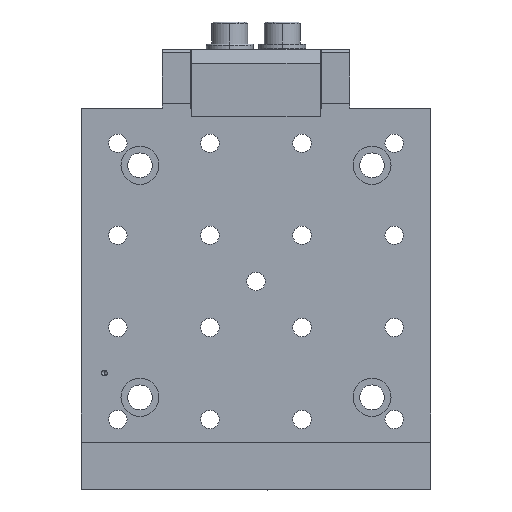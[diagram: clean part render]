
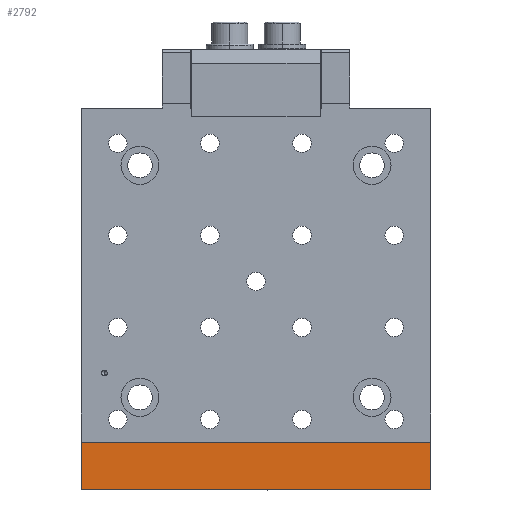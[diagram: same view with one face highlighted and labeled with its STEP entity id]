
A CAD part, front view. The second image highlights one B-rep face of the part: STEP entity #2792.
In plain terms, the highlighted planar face has unit normal (0, -1, 0).
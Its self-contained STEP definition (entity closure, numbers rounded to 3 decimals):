
#222 = ORIENTED_EDGE ( 'NONE', *, *, #21182, .F. ) ;
#327 = DIRECTION ( 'NONE',  ( -1., 0., 0. ) ) ;
#529 = DIRECTION ( 'NONE',  ( 0., 0., 1. ) ) ;
#576 = CARTESIAN_POINT ( 'NONE',  ( -47.498, -24.3, -56.637 ) ) ;
#982 = AXIS2_PLACEMENT_3D ( 'NONE', #11890, #11737, #23733 ) ;
#1110 = DIRECTION ( 'NONE',  ( 0., 0., -1. ) ) ;
#1274 = ORIENTED_EDGE ( 'NONE', *, *, #22531, .F. ) ;
#1571 = CARTESIAN_POINT ( 'NONE',  ( -47.498, -24.3, -43.683 ) ) ;
#1773 = LINE ( 'NONE', #576, #11906 ) ;
#2792 = ADVANCED_FACE ( 'NONE', ( #12392 ), #14462, .T. ) ;
#2922 = EDGE_CURVE ( 'NONE', #3937, #14270, #1773, .T. ) ;
#3937 = VERTEX_POINT ( 'NONE', #15991 ) ;
#5676 = CARTESIAN_POINT ( 'NONE',  ( 47.498, -24.3, -43.683 ) ) ;
#7989 = CARTESIAN_POINT ( 'NONE',  ( -47.498, -24.3, -56.637 ) ) ;
#8538 = LINE ( 'NONE', #24130, #13466 ) ;
#8786 = CARTESIAN_POINT ( 'NONE',  ( 47.498, -24.3, -56.637 ) ) ;
#9170 = DIRECTION ( 'NONE',  ( 1., 0., 0. ) ) ;
#10475 = CARTESIAN_POINT ( 'NONE',  ( 47.498, -24.3, -56.637 ) ) ;
#10726 = VERTEX_POINT ( 'NONE', #10475 ) ;
#11737 = DIRECTION ( 'NONE',  ( 0., -1., 0. ) ) ;
#11890 = CARTESIAN_POINT ( 'NONE',  ( 47.498, -24.3, 46.995 ) ) ;
#11906 = VECTOR ( 'NONE', #529, 1000. ) ;
#12392 = FACE_OUTER_BOUND ( 'NONE', #21273, .T. ) ;
#13466 = VECTOR ( 'NONE', #9170, 1000. ) ;
#13490 = ORIENTED_EDGE ( 'NONE', *, *, #15092, .F. ) ;
#14270 = VERTEX_POINT ( 'NONE', #1571 ) ;
#14337 = ORIENTED_EDGE ( 'NONE', *, *, #2922, .F. ) ;
#14462 = PLANE ( 'NONE',  #982 ) ;
#15092 = EDGE_CURVE ( 'NONE', #14270, #16419, #8538, .T. ) ;
#15991 = CARTESIAN_POINT ( 'NONE',  ( -47.498, -24.3, -56.637 ) ) ;
#16017 = LINE ( 'NONE', #8786, #20390 ) ;
#16419 = VERTEX_POINT ( 'NONE', #5676 ) ;
#18042 = VECTOR ( 'NONE', #327, 1000. ) ;
#20390 = VECTOR ( 'NONE', #1110, 1000. ) ;
#21182 = EDGE_CURVE ( 'NONE', #16419, #10726, #16017, .T. ) ;
#21273 = EDGE_LOOP ( 'NONE', ( #13490, #14337, #1274, #222 ) ) ;
#22531 = EDGE_CURVE ( 'NONE', #10726, #3937, #22975, .T. ) ;
#22975 = LINE ( 'NONE', #7989, #18042 ) ;
#23733 = DIRECTION ( 'NONE',  ( 0., 0., -1. ) ) ;
#24130 = CARTESIAN_POINT ( 'NONE',  ( -47.498, -24.3, -43.683 ) ) ;
